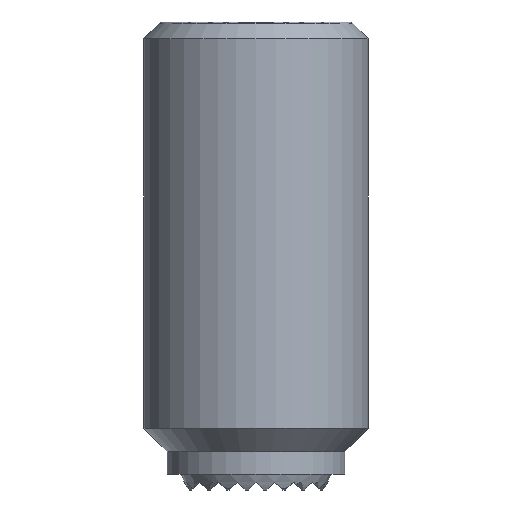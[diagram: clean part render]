
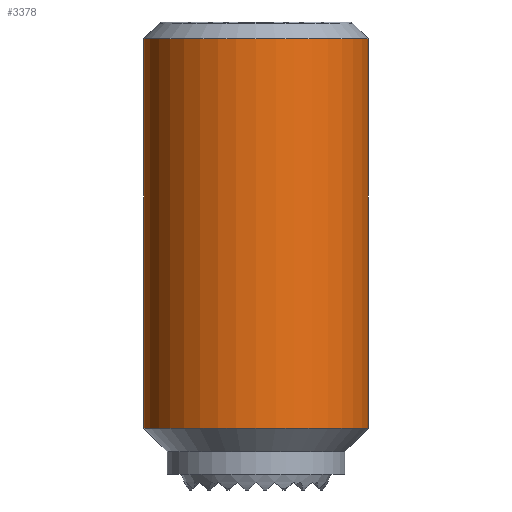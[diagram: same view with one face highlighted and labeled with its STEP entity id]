
A CAD part, front view. The second image highlights one B-rep face of the part: STEP entity #3378.
In plain terms, the highlighted cylindrical face has radius 6 mm (diameter 12 mm), a partial arc.
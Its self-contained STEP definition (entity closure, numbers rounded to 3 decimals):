
#1270=VERTEX_POINT('',#3614);
#1458=VERTEX_POINT('',#3824);
#1896=VERTEX_POINT('',#4310);
#2322=EDGE_CURVE('',#3406,#1270,#4791,.T.);
#2362=EDGE_CURVE('',#1896,#3406,#4835,.T.);
#3088=EDGE_CURVE('',#1458,#1896,#5652,.T.);
#3280=EDGE_CURVE('',#1458,#1270,#5866,.T.);
#3378=ADVANCED_FACE('',(#5973),#5974,.T.);
#3406=VERTEX_POINT('',#6005);
#3614=CARTESIAN_POINT('',(6.0,0.,-21.7));
#3824=CARTESIAN_POINT('',(-6.,0.,-21.7));
#4310=CARTESIAN_POINT('',(-6.,0.,-0.9));
#4791=LINE('',#7923,#7924);
#4835=CIRCLE('',#7986,6.);
#5652=LINE('',#9148,#9149);
#5866=CIRCLE('',#9459,6.);
#5973=FACE_OUTER_BOUND('',#9611,.T.);
#5974=CYLINDRICAL_SURFACE('',#9612,6.);
#6005=CARTESIAN_POINT('',(6.0,0.,-0.9));
#7923=CARTESIAN_POINT('',(6.0,0.,-11.3));
#7924=VECTOR('',#11288,1.0);
#7986=AXIS2_PLACEMENT_3D('',#11337,#11338,#11339);
#9148=CARTESIAN_POINT('',(-6.,0.,-11.3));
#9149=VECTOR('',#12342,1.0);
#9459=AXIS2_PLACEMENT_3D('',#12583,#12584,#12585);
#9611=EDGE_LOOP('',(#12689,#12690,#12691,#12692));
#9612=AXIS2_PLACEMENT_3D('',#12693,#12694,#12695);
#11288=DIRECTION('',(-0.0,-0.0,-1.0));
#11337=CARTESIAN_POINT('',(0.,0.,-0.9));
#11338=DIRECTION('',(0.0,0.0,1.0));
#11339=DIRECTION('',(-1.0,0.,0.0));
#12342=DIRECTION('',(0.0,0.0,1.0));
#12583=CARTESIAN_POINT('',(0.,0.,-21.7));
#12584=DIRECTION('',(0.0,0.0,1.0));
#12585=DIRECTION('',(-1.0,0.,0.0));
#12689=ORIENTED_EDGE('',*,*,#3088,.F.);
#12690=ORIENTED_EDGE('',*,*,#3280,.T.);
#12691=ORIENTED_EDGE('',*,*,#2322,.F.);
#12692=ORIENTED_EDGE('',*,*,#2362,.F.);
#12693=CARTESIAN_POINT('',(0.,0.,-11.3));
#12694=DIRECTION('',(-0.0,-0.0,-1.0));
#12695=DIRECTION('',(-1.0,0.,0.0));
